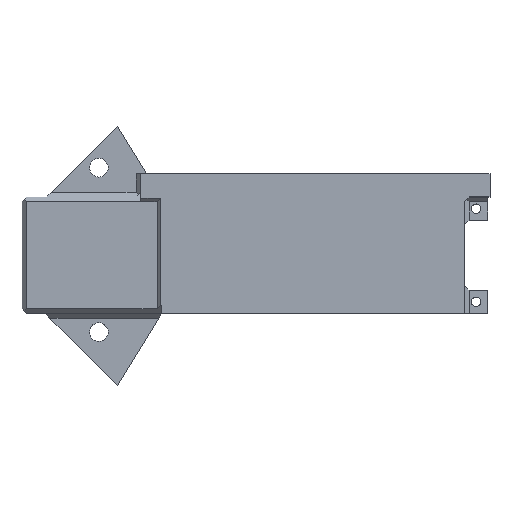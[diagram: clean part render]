
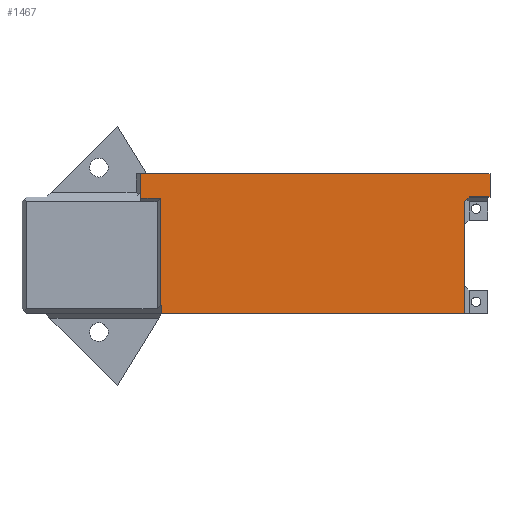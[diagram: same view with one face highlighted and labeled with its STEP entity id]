
A CAD part, top view. The second image highlights one B-rep face of the part: STEP entity #1467.
In plain terms, the highlighted planar face has unit normal (0, 0, 1).
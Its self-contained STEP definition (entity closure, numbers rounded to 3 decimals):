
#19 = VERTEX_POINT ( 'NONE', #2154 ) ;
#46 = CARTESIAN_POINT ( 'NONE',  ( 30.822, 25., 26.747 ) ) ;
#50 = CARTESIAN_POINT ( 'NONE',  ( -44.178, 24.75, 26.747 ) ) ;
#57 = ORIENTED_EDGE ( 'NONE', *, *, #2064, .T. ) ;
#155 = VECTOR ( 'NONE', #2288, 1000. ) ;
#160 = VECTOR ( 'NONE', #1852, 1000. ) ;
#208 = ORIENTED_EDGE ( 'NONE', *, *, #620, .T. ) ;
#228 = LINE ( 'NONE', #747, #466 ) ;
#278 = VECTOR ( 'NONE', #1787, 1000. ) ;
#331 = AXIS2_PLACEMENT_3D ( 'NONE', #2231, #1157, #2166 ) ;
#335 = VECTOR ( 'NONE', #2739, 1000. ) ;
#374 = LINE ( 'NONE', #2798, #1228 ) ;
#390 = ORIENTED_EDGE ( 'NONE', *, *, #932, .T. ) ;
#393 = ORIENTED_EDGE ( 'NONE', *, *, #554, .F. ) ;
#413 = LINE ( 'NONE', #767, #794 ) ;
#433 = CARTESIAN_POINT ( 'NONE',  ( 25.322, 24., 26.747 ) ) ;
#438 = DIRECTION ( 'NONE',  ( 1., 0., 0. ) ) ;
#466 = VECTOR ( 'NONE', #2408, 1000. ) ;
#468 = CARTESIAN_POINT ( 'NONE',  ( -39.678, 0., 26.747 ) ) ;
#540 = LINE ( 'NONE', #597, #1371 ) ;
#546 = VERTEX_POINT ( 'NONE', #2306 ) ;
#554 = EDGE_CURVE ( 'NONE', #1730, #19, #228, .T. ) ;
#597 = CARTESIAN_POINT ( 'NONE',  ( 0., 30., 26.747 ) ) ;
#601 = EDGE_CURVE ( 'NONE', #2093, #19, #1067, .T. ) ;
#620 = EDGE_CURVE ( 'NONE', #1678, #2093, #374, .T. ) ;
#694 = DIRECTION ( 'NONE',  ( 0., -1., 0. ) ) ;
#741 = CARTESIAN_POINT ( 'NONE',  ( 15.661, 14.339, 26.747 ) ) ;
#742 = VECTOR ( 'NONE', #1592, 1000. ) ;
#747 = CARTESIAN_POINT ( 'NONE',  ( -44.678, 1.75, 26.747 ) ) ;
#767 = CARTESIAN_POINT ( 'NONE',  ( 25.322, 30., 26.747 ) ) ;
#794 = VECTOR ( 'NONE', #694, 1000. ) ;
#834 = VECTOR ( 'NONE', #1329, 1000. ) ;
#932 = EDGE_CURVE ( 'NONE', #1113, #1770, #1878, .T. ) ;
#937 = CARTESIAN_POINT ( 'NONE',  ( -39.928, 24.75, 26.747 ) ) ;
#942 = ORIENTED_EDGE ( 'NONE', *, *, #1167, .T. ) ;
#1004 = ORIENTED_EDGE ( 'NONE', *, *, #2566, .T. ) ;
#1027 = VERTEX_POINT ( 'NONE', #1783 ) ;
#1067 = LINE ( 'NONE', #1997, #278 ) ;
#1113 = VERTEX_POINT ( 'NONE', #468 ) ;
#1157 = DIRECTION ( 'NONE',  ( 0., 0., -1. ) ) ;
#1167 = EDGE_CURVE ( 'NONE', #1288, #2416, #2428, .T. ) ;
#1225 = VERTEX_POINT ( 'NONE', #2200 ) ;
#1228 = VECTOR ( 'NONE', #438, 1000. ) ;
#1278 = ORIENTED_EDGE ( 'NONE', *, *, #1716, .F. ) ;
#1288 = VERTEX_POINT ( 'NONE', #433 ) ;
#1329 = DIRECTION ( 'NONE',  ( 1., 0., 0. ) ) ;
#1371 = VECTOR ( 'NONE', #2450, 1000. ) ;
#1386 = CARTESIAN_POINT ( 'NONE',  ( -39.678, 30., 26.747 ) ) ;
#1387 = DIRECTION ( 'NONE',  ( 0., 1., 0. ) ) ;
#1467 = ADVANCED_FACE ( 'NONE', ( #1687 ), #1469, .F. ) ;
#1469 = PLANE ( 'NONE',  #331 ) ;
#1584 = EDGE_LOOP ( 'NONE', ( #390, #1278, #942, #1004, #2130, #2409, #2550, #208, #2196, #393, #57 ) ) ;
#1592 = DIRECTION ( 'NONE',  ( 1., 0., 0. ) ) ;
#1678 = VERTEX_POINT ( 'NONE', #50 ) ;
#1687 = FACE_OUTER_BOUND ( 'NONE', #1584, .T. ) ;
#1707 = CARTESIAN_POINT ( 'NONE',  ( -39.678, 1.75, 26.747 ) ) ;
#1716 = EDGE_CURVE ( 'NONE', #1288, #1770, #413, .T. ) ;
#1730 = VERTEX_POINT ( 'NONE', #1707 ) ;
#1770 = VERTEX_POINT ( 'NONE', #2453 ) ;
#1779 = LINE ( 'NONE', #46, #335 ) ;
#1783 = CARTESIAN_POINT ( 'NONE',  ( 30.822, 30., 26.747 ) ) ;
#1787 = DIRECTION ( 'NONE',  ( 0., -1., 0. ) ) ;
#1852 = DIRECTION ( 'NONE',  ( 0.707, 0.707, 0. ) ) ;
#1878 = LINE ( 'NONE', #2576, #834 ) ;
#1902 = EDGE_CURVE ( 'NONE', #546, #1027, #1779, .T. ) ;
#1968 = EDGE_CURVE ( 'NONE', #1225, #1027, #540, .T. ) ;
#1997 = CARTESIAN_POINT ( 'NONE',  ( -39.928, 30., 26.747 ) ) ;
#2064 = EDGE_CURVE ( 'NONE', #1730, #1113, #2316, .T. ) ;
#2093 = VERTEX_POINT ( 'NONE', #937 ) ;
#2130 = ORIENTED_EDGE ( 'NONE', *, *, #1902, .T. ) ;
#2148 = LINE ( 'NONE', #2772, #742 ) ;
#2154 = CARTESIAN_POINT ( 'NONE',  ( -39.928, 1.75, 26.747 ) ) ;
#2166 = DIRECTION ( 'NONE',  ( -1., 0., 0. ) ) ;
#2196 = ORIENTED_EDGE ( 'NONE', *, *, #601, .T. ) ;
#2200 = CARTESIAN_POINT ( 'NONE',  ( -44.178, 30., 26.747 ) ) ;
#2231 = CARTESIAN_POINT ( 'NONE',  ( 0., 30., 26.747 ) ) ;
#2270 = EDGE_CURVE ( 'NONE', #1678, #1225, #2546, .T. ) ;
#2288 = DIRECTION ( 'NONE',  ( 0., -1., 0. ) ) ;
#2306 = CARTESIAN_POINT ( 'NONE',  ( 30.822, 25., 26.747 ) ) ;
#2316 = LINE ( 'NONE', #1386, #155 ) ;
#2317 = CARTESIAN_POINT ( 'NONE',  ( 26.322, 25., 26.747 ) ) ;
#2408 = DIRECTION ( 'NONE',  ( -1., 0., 0. ) ) ;
#2409 = ORIENTED_EDGE ( 'NONE', *, *, #1968, .F. ) ;
#2416 = VERTEX_POINT ( 'NONE', #2317 ) ;
#2420 = CARTESIAN_POINT ( 'NONE',  ( -44.178, 25., 26.747 ) ) ;
#2428 = LINE ( 'NONE', #741, #160 ) ;
#2450 = DIRECTION ( 'NONE',  ( 1., 0., 0. ) ) ;
#2453 = CARTESIAN_POINT ( 'NONE',  ( 25.322, 0., 26.747 ) ) ;
#2546 = LINE ( 'NONE', #2420, #2695 ) ;
#2550 = ORIENTED_EDGE ( 'NONE', *, *, #2270, .F. ) ;
#2566 = EDGE_CURVE ( 'NONE', #2416, #546, #2148, .T. ) ;
#2576 = CARTESIAN_POINT ( 'NONE',  ( 0., 0., 26.747 ) ) ;
#2695 = VECTOR ( 'NONE', #1387, 1000. ) ;
#2739 = DIRECTION ( 'NONE',  ( 0., 1., 0. ) ) ;
#2772 = CARTESIAN_POINT ( 'NONE',  ( 25.322, 25., 26.747 ) ) ;
#2798 = CARTESIAN_POINT ( 'NONE',  ( 0., 24.75, 26.747 ) ) ;
